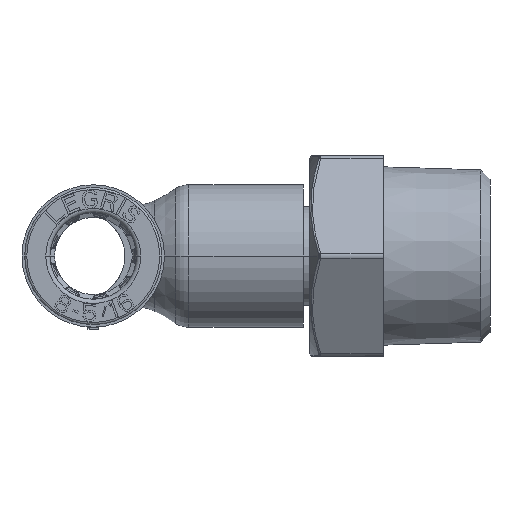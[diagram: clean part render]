
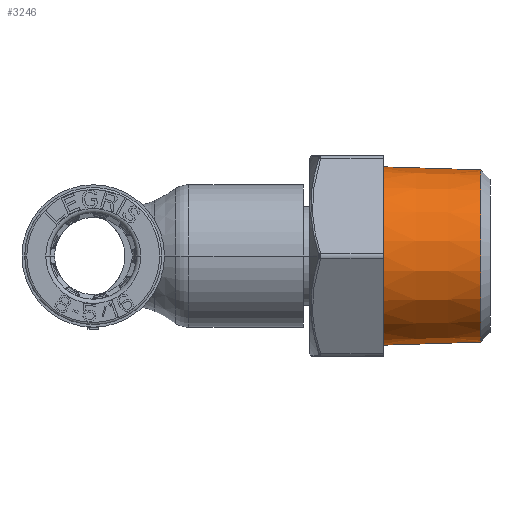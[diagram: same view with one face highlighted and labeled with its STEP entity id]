
A CAD part, left-side view. The second image highlights one B-rep face of the part: STEP entity #3246.
In plain terms, the highlighted conical face has half-angle 1.79 degrees and reference radius 8.303 mm.
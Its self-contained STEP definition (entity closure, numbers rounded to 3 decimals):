
#3246=ADVANCED_FACE('',(#8183),#8184,.T.);
#8183=FACE_OUTER_BOUND('',#16145,.T.);
#8184=CONICAL_SURFACE('',#16146,8.303,0.031);
#16145=EDGE_LOOP('',(#30053,#30054,#30055,#30056));
#16146=AXIS2_PLACEMENT_3D('',#30057,#30058,#30059);
#30053=ORIENTED_EDGE('',*,*,#46643,.F.);
#30054=ORIENTED_EDGE('',*,*,#48421,.T.);
#30055=ORIENTED_EDGE('',*,*,#46645,.F.);
#30056=ORIENTED_EDGE('',*,*,#48422,.T.);
#30057=CARTESIAN_POINT('',(0.0,-32.108,0.0));
#30058=DIRECTION('',(-0.0,1.0,-0.0));
#30059=DIRECTION('',(0.0,0.0,-1.0));
#46643=EDGE_CURVE('',#55430,#55431,#55432,.T.);
#46645=EDGE_CURVE('',#55433,#55435,#55436,.T.);
#48421=EDGE_CURVE('',#55430,#55435,#58494,.T.);
#48422=EDGE_CURVE('',#55433,#55431,#58495,.T.);
#55430=VERTEX_POINT('',#68573);
#55431=VERTEX_POINT('',#68574);
#55432=LINE('',#68575,#68576);
#55433=VERTEX_POINT('',#68577);
#55435=VERTEX_POINT('',#68579);
#55436=LINE('',#68580,#68581);
#58494=CIRCLE('',#73855,8.159);
#58495=CIRCLE('',#73856,8.447);
#68573=CARTESIAN_POINT('',(0.,-36.716,-8.159));
#68574=CARTESIAN_POINT('',(0.,-27.5,-8.447));
#68575=CARTESIAN_POINT('',(0.,-32.108,-8.303));
#68576=VECTOR('',#88668,1.0);
#68577=CARTESIAN_POINT('',(0.0,-27.5,8.447));
#68579=CARTESIAN_POINT('',(0.0,-36.716,8.159));
#68580=CARTESIAN_POINT('',(0.,-32.108,8.303));
#68581=VECTOR('',#88672,1.0);
#73855=AXIS2_PLACEMENT_3D('',#90646,#90647,#90648);
#73856=AXIS2_PLACEMENT_3D('',#90649,#90650,#90651);
#88668=DIRECTION('',(0.,1.,-0.031));
#88672=DIRECTION('',(0.,-1.,-0.031));
#90646=CARTESIAN_POINT('',(0.0,-36.716,0.0));
#90647=DIRECTION('',(0.0,1.0,0.0));
#90648=DIRECTION('',(0.0,0.0,-1.0));
#90649=CARTESIAN_POINT('',(0.0,-27.5,0.0));
#90650=DIRECTION('',(0.0,-1.0,0.0));
#90651=DIRECTION('',(0.0,0.0,-1.0));
